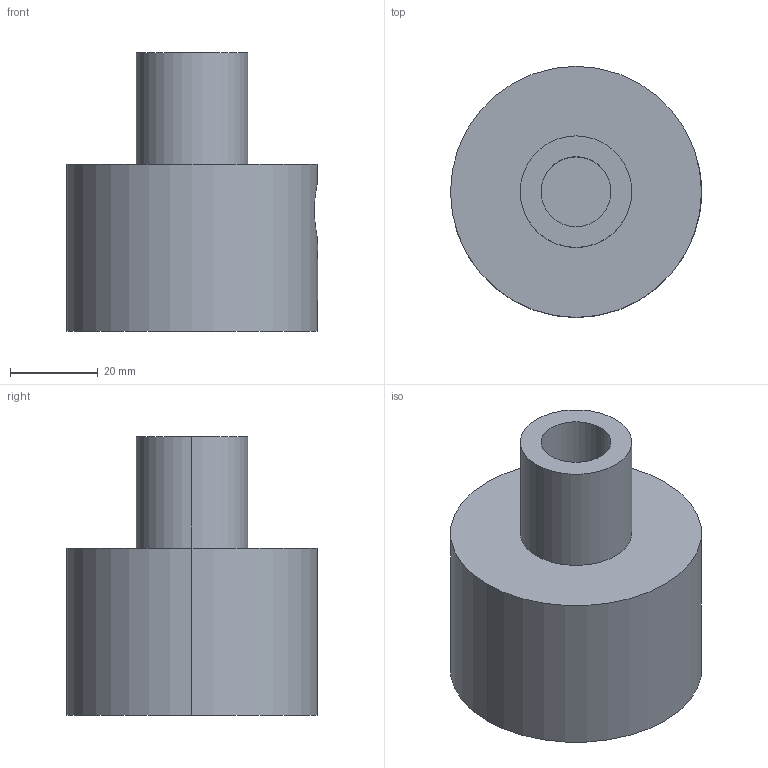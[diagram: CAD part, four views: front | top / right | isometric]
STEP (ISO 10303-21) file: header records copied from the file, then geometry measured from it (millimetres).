
FILE_DESCRIPTION (( 'STEP AP214' ), '1' );
FILE_NAME ('lathe actuator assembly-inch-m10.STEP', '2012-04-26T22:56:19', ( '' ), ( '' ), 'SwSTEP 2.0', 'SolidWorks 2011', '' );
FILE_SCHEMA (( 'AUTOMOTIVE_DESIGN' ));
Length unit declared in the file: inch
Products named in the file (5): lathe actuator assembly-inch-m104; lathe actuator assembly-inch-m103; lathe actuator assembly-inch-m102; lathe actuator assembly-inch-m101; lathe actuator assembly-inch-m10
Assembly tree (4 placements, depth 2):
  lathe actuator assembly-inch-m10
    lathe actuator assembly-inch-m102
    lathe actuator assembly-inch-m103
    lathe actuator assembly-inch-m104
    lathe actuator assembly-inch-m101
Bounding box: 57.15 x 57.15 x 63.5 mm (x, y, z)
Volume: 104210.7 mm3; surface area: 21947.1 mm2
Topology: 4 solids, 4 shells, 113 faces, 293 edges, 193 vertices
Faces by surface type: cylinder 75, plane 27, cone 6, bspline 3, sphere 2
Entity records: 4913 total; most frequent: CARTESIAN_POINT 2095, ORIENTED_EDGE 586, DIRECTION 519, EDGE_CURVE 293, AXIS2_PLACEMENT_3D 201, VERTEX_POINT 193, EDGE_LOOP 126, VECTOR 117
